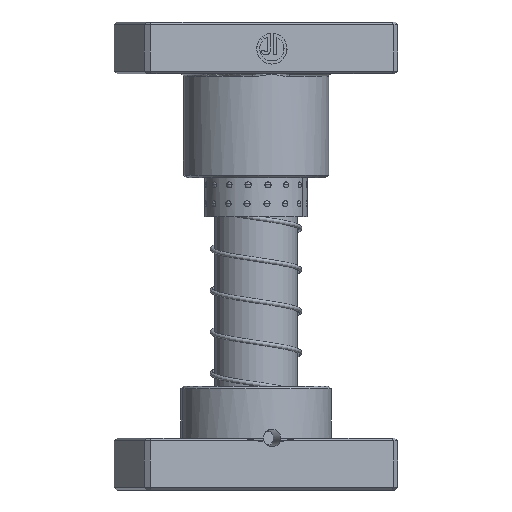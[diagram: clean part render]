
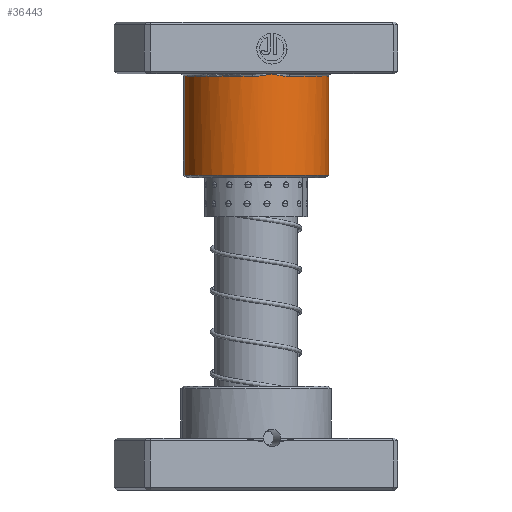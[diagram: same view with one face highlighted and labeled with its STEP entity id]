
A CAD part, front view. The second image highlights one B-rep face of the part: STEP entity #36443.
In plain terms, the highlighted cylindrical face has radius 28 mm (diameter 56 mm), a partial arc.
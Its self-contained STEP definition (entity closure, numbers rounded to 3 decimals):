
#993 = CARTESIAN_POINT ( 'NONE',  ( 6.685, 27.198, 21. ) ) ;
#1574 = DIRECTION ( 'NONE',  ( 0., 0., -1. ) ) ;
#2906 = DIRECTION ( 'NONE',  ( 0., 0., -1. ) ) ;
#3097 = AXIS2_PLACEMENT_3D ( 'NONE', #25277, #4992, #28710 ) ;
#3994 = EDGE_CURVE ( 'NONE', #41715, #42724, #35043, .T. ) ;
#4992 = DIRECTION ( 'NONE',  ( 0., 0., 1. ) ) ;
#5746 = VERTEX_POINT ( 'NONE', #8429 ) ;
#5863 = DIRECTION ( 'NONE',  ( 0., 0., -1. ) ) ;
#6726 = DIRECTION ( 'NONE',  ( 0., 0., 1. ) ) ;
#6827 = CIRCLE ( 'NONE', #14068, 28. ) ;
#7217 = VERTEX_POINT ( 'NONE', #19218 ) ;
#7762 = CARTESIAN_POINT ( 'NONE',  ( 4.873, 27.58, 20.837 ) ) ;
#8142 = CARTESIAN_POINT ( 'NONE',  ( -1.223, 28., 20.235 ) ) ;
#8429 = CARTESIAN_POINT ( 'NONE',  ( 28., 0., 59. ) ) ;
#8825 = LINE ( 'NONE', #31941, #34788 ) ;
#10830 = CYLINDRICAL_SURFACE ( 'NONE', #36634, 28. ) ;
#11181 = CARTESIAN_POINT ( 'NONE',  ( 3.054, 27.84, 20.566 ) ) ;
#11576 = CARTESIAN_POINT ( 'NONE',  ( 0., 28., 20. ) ) ;
#13957 = DIRECTION ( 'NONE',  ( 0., 0., -1. ) ) ;
#14068 = AXIS2_PLACEMENT_3D ( 'NONE', #23238, #2906, #26633 ) ;
#14144 = ORIENTED_EDGE ( 'NONE', *, *, #38694, .T. ) ;
#14484 = CIRCLE ( 'NONE', #3097, 28. ) ;
#14618 = CARTESIAN_POINT ( 'NONE',  ( 1.529, 27.96, 20.291 ) ) ;
#15012 = EDGE_CURVE ( 'NONE', #7217, #19753, #8825, .T. ) ;
#15033 = CARTESIAN_POINT ( 'NONE',  ( -4.873, 27.58, 20.837 ) ) ;
#15824 = EDGE_LOOP ( 'NONE', ( #34731, #14144, #37438, #43815, #32190, #18555, #24886 ) ) ;
#15909 = LINE ( 'NONE', #36485, #31773 ) ;
#16075 = VERTEX_POINT ( 'NONE', #24375 ) ;
#18029 = CARTESIAN_POINT ( 'NONE',  ( 0.611, 27.995, 20.118 ) ) ;
#18433 = CARTESIAN_POINT ( 'NONE',  ( -6.685, 27.198, 21. ) ) ;
#18555 = ORIENTED_EDGE ( 'NONE', *, *, #25635, .T. ) ;
#19218 = CARTESIAN_POINT ( 'NONE',  ( -28., 0., 59. ) ) ;
#19753 = VERTEX_POINT ( 'NONE', #28827 ) ;
#21284 = CARTESIAN_POINT ( 'NONE',  ( -7.289, 27.034, 21. ) ) ;
#21347 = EDGE_CURVE ( 'NONE', #23811, #41715, #23358, .T. ) ;
#21436 = CARTESIAN_POINT ( 'NONE',  ( 0., 28., 20. ) ) ;
#23238 = CARTESIAN_POINT ( 'NONE',  ( 0., 0., 59. ) ) ;
#23358 = B_SPLINE_CURVE_WITH_KNOTS ( 'NONE', 3,
 ( #38111, #993, #28097, #7762, #31481, #11181, #34877, #14618, #38261, #18029, #41641, #21436 ),
 .UNSPECIFIED., .F., .F.,
 ( 4, 2, 2, 2, 2, 4 ),
 ( 0., 0.002, 0.004, 0.006, 0.006, 0.007 ),
 .UNSPECIFIED. ) ;
#23811 = VERTEX_POINT ( 'NONE', #41146 ) ;
#24375 = CARTESIAN_POINT ( 'NONE',  ( 28., 0., 21. ) ) ;
#24886 = ORIENTED_EDGE ( 'NONE', *, *, #15012, .F. ) ;
#25277 = CARTESIAN_POINT ( 'NONE',  ( 0., 0., 21. ) ) ;
#25385 = EDGE_CURVE ( 'NONE', #16075, #23811, #14484, .T. ) ;
#25578 = CIRCLE ( 'NONE', #27259, 28. ) ;
#25635 = EDGE_CURVE ( 'NONE', #42724, #19753, #25578, .T. ) ;
#26633 = DIRECTION ( 'NONE',  ( 1., 0., 0. ) ) ;
#27053 = CARTESIAN_POINT ( 'NONE',  ( 0., 0., 21. ) ) ;
#27259 = AXIS2_PLACEMENT_3D ( 'NONE', #27053, #6726, #30441 ) ;
#28097 = CARTESIAN_POINT ( 'NONE',  ( 6.081, 27.339, 20.959 ) ) ;
#28710 = DIRECTION ( 'NONE',  ( 1., 0., 0. ) ) ;
#28827 = CARTESIAN_POINT ( 'NONE',  ( -28., 0., 21. ) ) ;
#30100 = EDGE_CURVE ( 'NONE', #7217, #5746, #6827, .T. ) ;
#30168 = CARTESIAN_POINT ( 'NONE',  ( 0., 28., 20. ) ) ;
#30441 = DIRECTION ( 'NONE',  ( 1., 0., 0. ) ) ;
#30843 = CARTESIAN_POINT ( 'NONE',  ( 0., 0., 60. ) ) ;
#31481 = CARTESIAN_POINT ( 'NONE',  ( 4.268, 27.68, 20.755 ) ) ;
#31773 = VECTOR ( 'NONE', #5863, 1000. ) ;
#31941 = CARTESIAN_POINT ( 'NONE',  ( -28., 0., 60. ) ) ;
#32190 = ORIENTED_EDGE ( 'NONE', *, *, #3994, .T. ) ;
#34731 = ORIENTED_EDGE ( 'NONE', *, *, #30100, .T. ) ;
#34788 = VECTOR ( 'NONE', #1574, 1000. ) ;
#34877 = CARTESIAN_POINT ( 'NONE',  ( 2.446, 27.9, 20.46 ) ) ;
#35043 = B_SPLINE_CURVE_WITH_KNOTS ( 'NONE', 3,
 ( #11576, #8142, #41755, #35269, #15033, #38658, #18433, #42039 ),
 .UNSPECIFIED., .F., .F.,
 ( 4, 2, 2, 4 ),
 ( 0., 0.004, 0.006, 0.007 ),
 .UNSPECIFIED. ) ;
#35269 = CARTESIAN_POINT ( 'NONE',  ( -4.268, 27.68, 20.755 ) ) ;
#36443 = ADVANCED_FACE ( 'NONE', ( #38904 ), #10830, .T. ) ;
#36485 = CARTESIAN_POINT ( 'NONE',  ( 28., 0., 60. ) ) ;
#36634 = AXIS2_PLACEMENT_3D ( 'NONE', #30843, #13957, #37608 ) ;
#37438 = ORIENTED_EDGE ( 'NONE', *, *, #25385, .T. ) ;
#37608 = DIRECTION ( 'NONE',  ( -1., 0., 0. ) ) ;
#38111 = CARTESIAN_POINT ( 'NONE',  ( 7.289, 27.034, 21. ) ) ;
#38261 = CARTESIAN_POINT ( 'NONE',  ( 1.223, 27.975, 20.234 ) ) ;
#38658 = CARTESIAN_POINT ( 'NONE',  ( -6.081, 27.339, 20.959 ) ) ;
#38694 = EDGE_CURVE ( 'NONE', #5746, #16075, #15909, .T. ) ;
#38904 = FACE_OUTER_BOUND ( 'NONE', #15824, .T. ) ;
#41146 = CARTESIAN_POINT ( 'NONE',  ( 7.289, 27.034, 21. ) ) ;
#41641 = CARTESIAN_POINT ( 'NONE',  ( 0.304, 28., 20.058 ) ) ;
#41715 = VERTEX_POINT ( 'NONE', #30168 ) ;
#41755 = CARTESIAN_POINT ( 'NONE',  ( -2.448, 27.92, 20.472 ) ) ;
#42039 = CARTESIAN_POINT ( 'NONE',  ( -7.289, 27.034, 21. ) ) ;
#42724 = VERTEX_POINT ( 'NONE', #21284 ) ;
#43815 = ORIENTED_EDGE ( 'NONE', *, *, #21347, .T. ) ;
